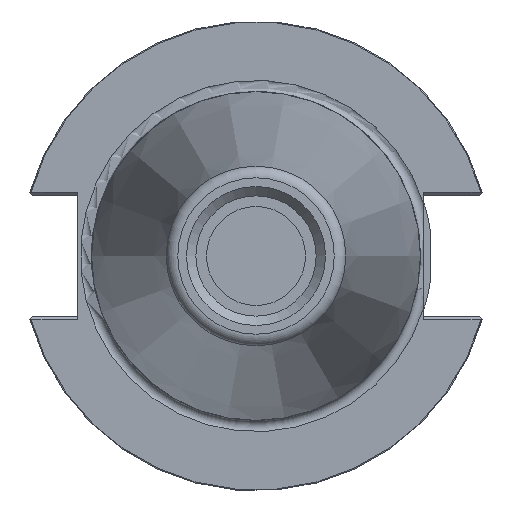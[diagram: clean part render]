
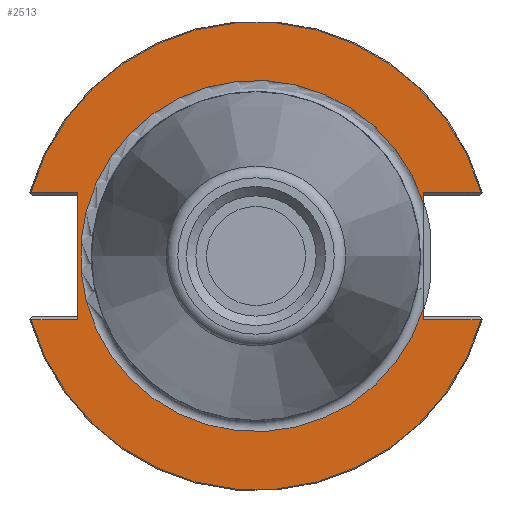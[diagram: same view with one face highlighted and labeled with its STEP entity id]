
A CAD part, left-side view. The second image highlights one B-rep face of the part: STEP entity #2513.
In plain terms, the highlighted planar face has unit normal (-1, 0, 0).
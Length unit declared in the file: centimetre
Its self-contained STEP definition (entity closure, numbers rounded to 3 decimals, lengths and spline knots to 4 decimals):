
#262=FACE_OUTER_BOUND('',#432,.T.);
#432=EDGE_LOOP('',(#1880,#1881,#1882,#1883,#1884,#1885,#1886,#1887,#1888,
#1889));
#570=CIRCLE('',#2713,3.1623);
#572=CIRCLE('',#2718,3.1623);
#573=CIRCLE('',#2719,2.3741);
#716=LINE('',#3778,#895);
#717=LINE('',#3800,#896);
#724=LINE('',#3857,#903);
#726=LINE('',#3861,#905);
#727=LINE('',#3863,#906);
#728=LINE('',#3865,#907);
#729=LINE('',#3868,#908);
#895=VECTOR('',#3166,0.1336);
#896=VECTOR('',#3167,0.1336);
#903=VECTOR('',#3184,0.7828);
#905=VECTOR('',#3188,0.6304);
#906=VECTOR('',#3189,1.7177);
#907=VECTOR('',#3190,0.6304);
#908=VECTOR('',#3193,0.7828);
#1081=VERTEX_POINT('',#3775);
#1082=VERTEX_POINT('',#3777);
#1083=VERTEX_POINT('',#3779);
#1084=VERTEX_POINT('',#3799);
#1088=VERTEX_POINT('',#3808);
#1089=VERTEX_POINT('',#3817);
#1096=VERTEX_POINT('',#3860);
#1097=VERTEX_POINT('',#3862);
#1098=VERTEX_POINT('',#3864);
#1099=VERTEX_POINT('',#3866);
#1362=EDGE_CURVE('',#1082,#1081,#716,.T.);
#1364=EDGE_CURVE('',#1084,#1083,#717,.T.);
#1369=EDGE_CURVE('',#1088,#1089,#570,.T.);
#1378=EDGE_CURVE('',#1081,#1089,#724,.T.);
#1380=EDGE_CURVE('',#1096,#1088,#726,.T.);
#1381=EDGE_CURVE('',#1097,#1096,#727,.T.);
#1382=EDGE_CURVE('',#1098,#1097,#728,.T.);
#1383=EDGE_CURVE('',#1099,#1098,#572,.T.);
#1384=EDGE_CURVE('',#1099,#1084,#729,.T.);
#1385=EDGE_CURVE('',#1083,#1082,#573,.T.);
#1880=ORIENTED_EDGE('',*,*,#1369,.F.);
#1881=ORIENTED_EDGE('',*,*,#1380,.F.);
#1882=ORIENTED_EDGE('',*,*,#1381,.F.);
#1883=ORIENTED_EDGE('',*,*,#1382,.F.);
#1884=ORIENTED_EDGE('',*,*,#1383,.F.);
#1885=ORIENTED_EDGE('',*,*,#1384,.T.);
#1886=ORIENTED_EDGE('',*,*,#1364,.T.);
#1887=ORIENTED_EDGE('',*,*,#1385,.T.);
#1888=ORIENTED_EDGE('',*,*,#1362,.T.);
#1889=ORIENTED_EDGE('',*,*,#1378,.T.);
#2262=PLANE('',#2717);
#2513=ADVANCED_FACE('',(#262),#2262,.T.);
#2713=AXIS2_PLACEMENT_3D('',#3818,#3173,#3174);
#2717=AXIS2_PLACEMENT_3D('',#3859,#3186,#3187);
#2718=AXIS2_PLACEMENT_3D('',#3867,#3191,#3192);
#2719=AXIS2_PLACEMENT_3D('',#3869,#3194,#3195);
#3166=DIRECTION('',(0.,0.,1.));
#3167=DIRECTION('',(0.,0.,1.));
#3173=DIRECTION('center_axis',(1.,0.,0.));
#3174=DIRECTION('ref_axis',(0.,0.,
1.));
#3184=DIRECTION('',(0.,-1.,0.));
#3186=DIRECTION('center_axis',(-1.,0.,0.));
#3187=DIRECTION('ref_axis',(0.,0.,1.));
#3188=DIRECTION('',(0.,1.,0.));
#3189=DIRECTION('',(0.,0.,1.));
#3190=DIRECTION('',(0.,-1.,0.));
#3191=DIRECTION('center_axis',(1.,0.,0.));
#3192=DIRECTION('ref_axis',(0.,0.,
-1.));
#3193=DIRECTION('',(0.,1.,0.));
#3194=DIRECTION('center_axis',(1.,0.,0.));
#3195=DIRECTION('ref_axis',(0.,0.,1.));
#3775=CARTESIAN_POINT('',(2.4533,-2.3479,0.8588));
#3777=CARTESIAN_POINT('',(2.4533,-2.3479,0.7252));
#3778=CARTESIAN_POINT('',(2.4533,-2.3479,0.));
#3779=CARTESIAN_POINT('',(2.4533,-2.3479,-0.7252));
#3799=CARTESIAN_POINT('',(2.4533,-2.3479,-0.8588));
#3800=CARTESIAN_POINT('',(2.4533,-2.3479,0.));
#3808=CARTESIAN_POINT('',(2.4533,2.9562,0.8588));
#3817=CARTESIAN_POINT('',(2.4533,-3.1307,0.8588));
#3818=CARTESIAN_POINT('Origin',(2.4533,-0.0873,0.));
#3857=CARTESIAN_POINT('',(2.4533,-2.3796,0.8588));
#3859=CARTESIAN_POINT('Origin',(2.4533,-2.3098,0.));
#3860=CARTESIAN_POINT('',(2.4533,2.3257,0.8588));
#3861=CARTESIAN_POINT('',(2.4533,-0.0174,0.8588));
#3862=CARTESIAN_POINT('',(2.4533,2.3257,-0.8588));
#3863=CARTESIAN_POINT('',(2.4533,2.3257,-0.8588));
#3864=CARTESIAN_POINT('',(2.4533,2.9562,-0.8588));
#3865=CARTESIAN_POINT('',(2.4533,0.6176,-0.8588));
#3866=CARTESIAN_POINT('',(2.4533,-3.1307,-0.8588));
#3867=CARTESIAN_POINT('Origin',(2.4533,-0.0873,0.));
#3868=CARTESIAN_POINT('',(2.4533,-2.3796,-0.8588));
#3869=CARTESIAN_POINT('Origin',(2.4533,-0.0873,0.));
